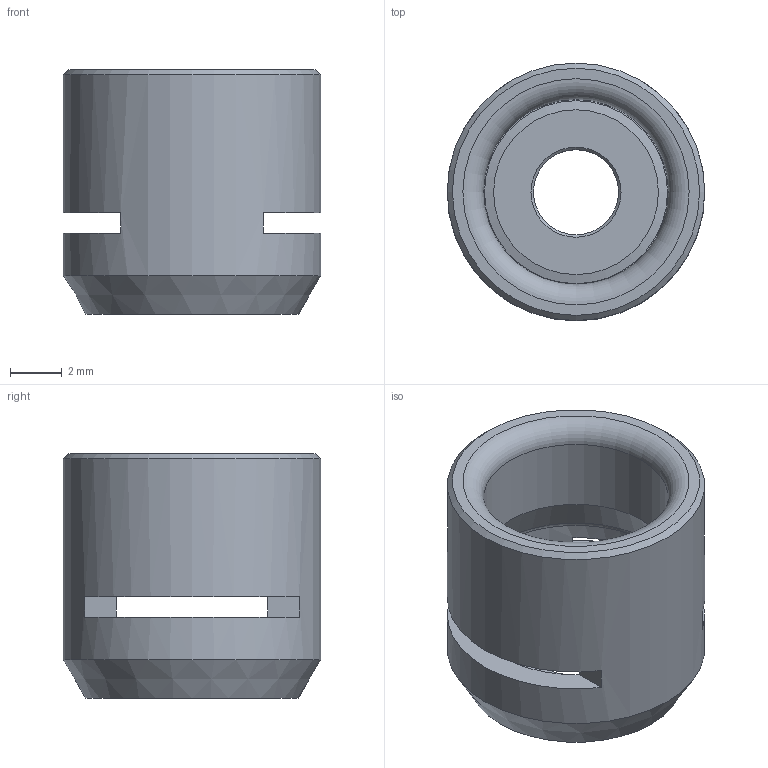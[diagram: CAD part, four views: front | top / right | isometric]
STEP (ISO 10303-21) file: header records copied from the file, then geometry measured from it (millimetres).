
FILE_DESCRIPTION(/* description */ (''),/* implementation_level */ '2;1');
FILE_NAME(/* name */ '380600000.stp',/* time_stamp */ '2022-04-28T14:34:07',/* author */ ('LRA'),/* organization */ ('REGO-FIX'),/* preprocessor_version */ ' Unknown',/* originating_system */ 'SIEMENS PLM Software Solid Edge ST10',/* authorization */ 'Unknown');
FILE_SCHEMA (('AUTOMOTIVE_DESIGN { 1 0 10303 214 2 1 1}'));
Length unit declared in the file: millimetre
Products named in the file (1): 0022675
Bounding box: 10 x 10 x 9.5 mm (x, y, z)
Volume: 331 mm3; surface area: 629.3 mm2
Topology: 1 solids, 1 shells, 24 faces, 61 edges, 38 vertices
Faces by surface type: plane 11, cone 6, cylinder 4, torus 3
Full cylindrical faces by diameter (mm): 3.3 x1, 7.188 x1, 8.1 x1, 10 x1
Entity records: 814 total; most frequent: DIRECTION 120, CARTESIAN_POINT 100, ORIENTED_EDGE 80, AXIS2_PLACEMENT_3D 52, EDGE_LOOP 44, FACE_BOUND 44, EDGE_CURVE 40, VERTEX_POINT 32
